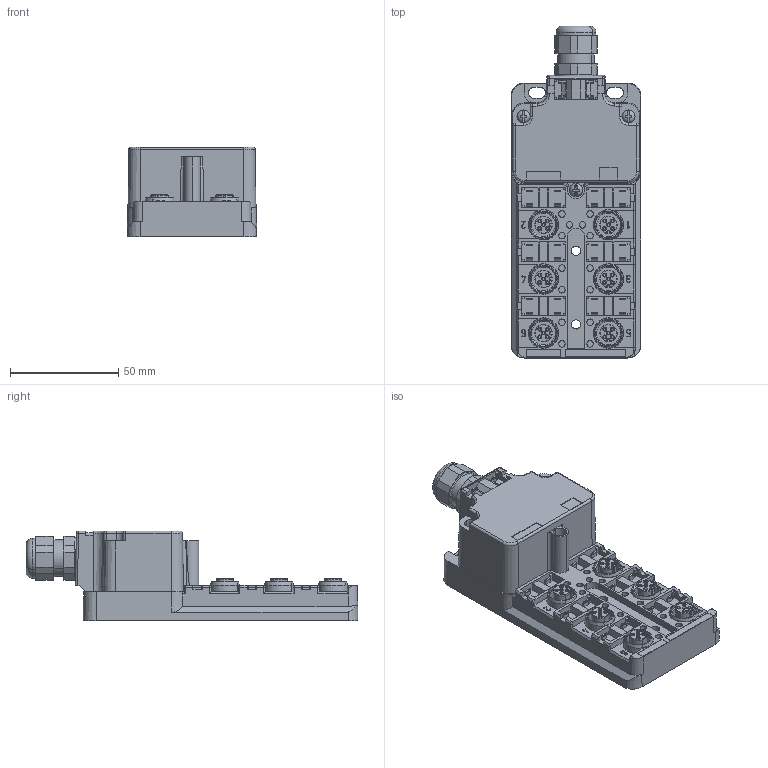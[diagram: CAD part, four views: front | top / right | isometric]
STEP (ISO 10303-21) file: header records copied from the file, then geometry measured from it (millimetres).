
FILE_DESCRIPTION(('CATIA V5 STEP Exchange','CAx-IF Rec.Pracs.--- Model Styling and Organization---1.4--- 2014-01-23'),'2;1');
FILE_NAME ('025705-3_1', '2020-03-02T05:37:51+00:00', ('none'), ('Weidmueller'), 'CATIA Version 5-6 Release 2016 SP3 HF44', 'CATIA V5 STEP AP214', 'none');
FILE_SCHEMA(('AUTOMOTIVE_DESIGN { 1 0 10303 214 1 1 1 1 }'));
Products named in the file (1): 1892090000
Bounding box: 60 x 153.33 x 41.5 mm (x, y, z)
Volume: 142250.8 mm3; surface area: 78771.2 mm2
Topology: 31 solids, 32 shells, 3388 faces, 8668 edges, 5575 vertices
Faces by surface type: plane 1883, cylinder 1013, cone 360, torus 114, sphere 18
Entity records: 95639 total; most frequent: CARTESIAN_POINT 19224, ORIENTED_EDGE 17296, DIRECTION 12604, EDGE_CURVE 8648, VERTEX_POINT 5575, VECTOR 5241, LINE 5241, AXIS2_PLACEMENT_3D 5006
